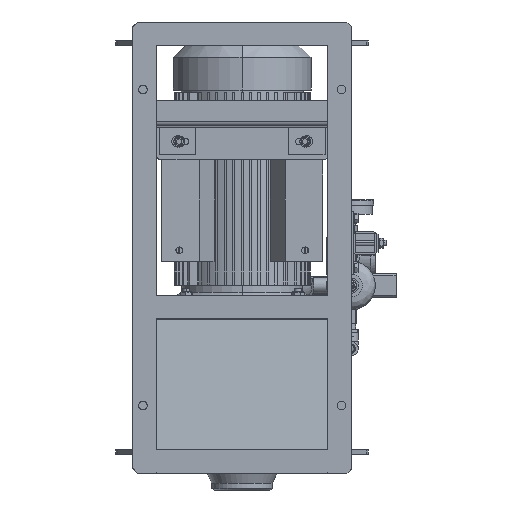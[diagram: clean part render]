
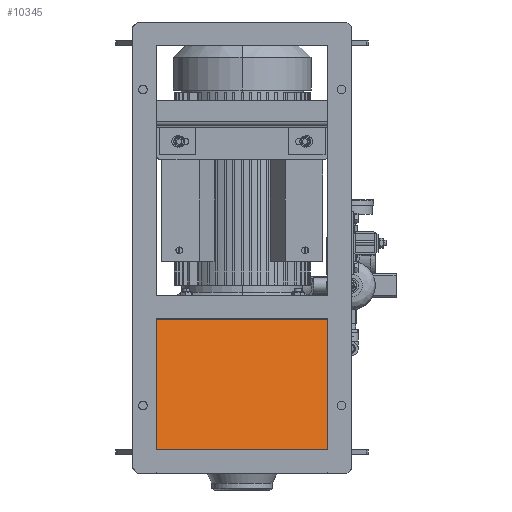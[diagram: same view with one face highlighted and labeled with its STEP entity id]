
A CAD part, front view. The second image highlights one B-rep face of the part: STEP entity #10345.
In plain terms, the highlighted planar face has unit normal (0, -0.982, 0.187).
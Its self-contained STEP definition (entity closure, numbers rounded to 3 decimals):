
#393 = FACE_OUTER_BOUND ( 'NONE', #105539, .T. ) ;
#5842 = VERTEX_POINT ( 'NONE', #51058 ) ;
#5867 = LINE ( 'NONE', #30569, #52330 ) ;
#9192 = EDGE_CURVE ( 'NONE', #84882, #26953, #74363, .T. ) ;
#10345 = ADVANCED_FACE ( 'NONE', ( #393 ), #47119, .F. ) ;
#10400 = VECTOR ( 'NONE', #59852, 1000. ) ;
#11467 = VECTOR ( 'NONE', #20698, 1000. ) ;
#11999 = DIRECTION ( 'NONE',  ( 0., 0.187, 0.982 ) ) ;
#12635 = CARTESIAN_POINT ( 'NONE',  ( -190., -303.965, -97.437 ) ) ;
#13839 = ORIENTED_EDGE ( 'NONE', *, *, #16655, .T. ) ;
#16655 = EDGE_CURVE ( 'NONE', #5842, #31938, #5867, .T. ) ;
#20698 = DIRECTION ( 'NONE',  ( 0., -0.187, -0.982 ) ) ;
#23121 = CARTESIAN_POINT ( 'NONE',  ( 190., -248.965, 192. ) ) ;
#24292 = ORIENTED_EDGE ( 'NONE', *, *, #107540, .F. ) ;
#26953 = VERTEX_POINT ( 'NONE', #62148 ) ;
#30569 = CARTESIAN_POINT ( 'NONE',  ( -190., -303.965, -97.437 ) ) ;
#31419 = ORIENTED_EDGE ( 'NONE', *, *, #90733, .T. ) ;
#31938 = VERTEX_POINT ( 'NONE', #12635 ) ;
#38513 = AXIS2_PLACEMENT_3D ( 'NONE', #73849, #64333, #11999 ) ;
#39718 = DIRECTION ( 'NONE',  ( 0., -0.187, -0.982 ) ) ;
#47119 = PLANE ( 'NONE',  #38513 ) ;
#48727 = CARTESIAN_POINT ( 'NONE',  ( 190., -303.965, -97.437 ) ) ;
#51058 = CARTESIAN_POINT ( 'NONE',  ( -190., -248.965, 192. ) ) ;
#52330 = VECTOR ( 'NONE', #39718, 1000. ) ;
#59852 = DIRECTION ( 'NONE',  ( -1., 0., 0. ) ) ;
#62148 = CARTESIAN_POINT ( 'NONE',  ( 190., -303.965, -97.437 ) ) ;
#62730 = ORIENTED_EDGE ( 'NONE', *, *, #9192, .F. ) ;
#64333 = DIRECTION ( 'NONE',  ( 0., 0.982, -0.187 ) ) ;
#66671 = DIRECTION ( 'NONE',  ( -1., 0., 0. ) ) ;
#73849 = CARTESIAN_POINT ( 'NONE',  ( 190., -303.965, -97.437 ) ) ;
#74363 = LINE ( 'NONE', #82198, #11467 ) ;
#82198 = CARTESIAN_POINT ( 'NONE',  ( 190., -303.965, -97.437 ) ) ;
#84882 = VERTEX_POINT ( 'NONE', #23121 ) ;
#85868 = CARTESIAN_POINT ( 'NONE',  ( 190., -248.965, 192. ) ) ;
#90733 = EDGE_CURVE ( 'NONE', #84882, #5842, #112963, .T. ) ;
#93731 = LINE ( 'NONE', #48727, #107522 ) ;
#105539 = EDGE_LOOP ( 'NONE', ( #31419, #13839, #24292, #62730 ) ) ;
#107522 = VECTOR ( 'NONE', #66671, 1000. ) ;
#107540 = EDGE_CURVE ( 'NONE', #26953, #31938, #93731, .T. ) ;
#112963 = LINE ( 'NONE', #85868, #10400 ) ;
